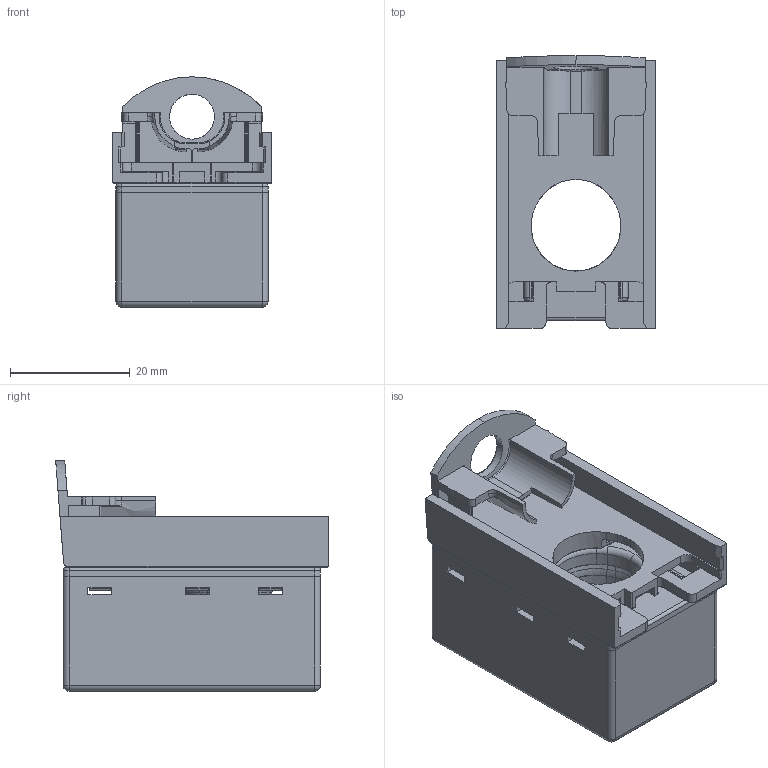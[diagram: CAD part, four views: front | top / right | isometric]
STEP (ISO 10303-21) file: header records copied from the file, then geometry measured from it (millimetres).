
FILE_DESCRIPTION (( 'STEP AP203' ), '1' );
FILE_NAME ('8880136.STEP', '2015-06-25T13:31:32', ( '' ), ( '' ), 'SwSTEP 2.0', 'SolidWorks 2015', '' );
FILE_SCHEMA (( 'CONFIG_CONTROL_DESIGN' ));
Length unit declared in the file: millimetre
Products named in the file (1): 8880136
Bounding box: 26.5 x 45.52 x 38.45 mm (x, y, z)
Surface area: 11804.6 mm2 (no closed solid volume)
Topology: 0 solids, 15 shells, 394 faces, 1352 edges, 942 vertices
Faces by surface type: plane 160, cylinder 133, torus 61, cone 22, bspline 10, sphere 8
Entity records: 15140 total; most frequent: CARTESIAN_POINT 3753, DIRECTION 2366, ORIENTED_EDGE 2212, EDGE_CURVE 1344, VERTEX_POINT 942, AXIS2_PLACEMENT_3D 791, LINE 784, VECTOR 784
